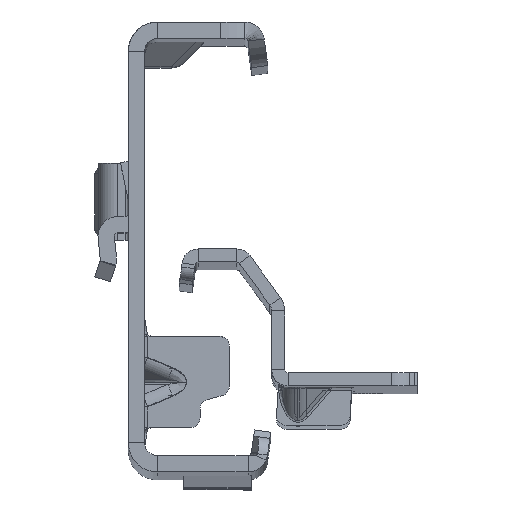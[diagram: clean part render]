
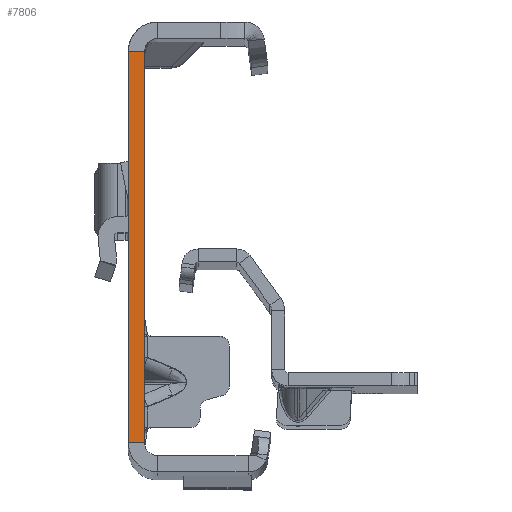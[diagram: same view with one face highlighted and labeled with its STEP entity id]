
A CAD part, top view. The second image highlights one B-rep face of the part: STEP entity #7806.
In plain terms, the highlighted planar face has unit normal (0, 0, 1).
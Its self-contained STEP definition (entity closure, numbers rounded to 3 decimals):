
#38 = EDGE_CURVE ( 'NONE', #941, #9357, #17077, .T. ) ;
#847 = LINE ( 'NONE', #17631, #13750 ) ;
#902 = VERTEX_POINT ( 'NONE', #17377 ) ;
#941 = VERTEX_POINT ( 'NONE', #6425 ) ;
#991 = VECTOR ( 'NONE', #2166, 1000. ) ;
#1321 = ORIENTED_EDGE ( 'NONE', *, *, #11613, .T. ) ;
#2044 = DIRECTION ( 'NONE',  ( 0., -1., 0. ) ) ;
#2166 = DIRECTION ( 'NONE',  ( -1., 0., 0. ) ) ;
#3474 = EDGE_LOOP ( 'NONE', ( #17820, #10552, #1321, #12608 ) ) ;
#3980 = FACE_OUTER_BOUND ( 'NONE', #3474, .T. ) ;
#4474 = VECTOR ( 'NONE', #2044, 1000. ) ;
#4586 = DIRECTION ( 'NONE',  ( -1., 0., 0. ) ) ;
#4668 = EDGE_CURVE ( 'NONE', #902, #14113, #9172, .T. ) ;
#5032 = CARTESIAN_POINT ( 'NONE',  ( -2.5, -30., 0. ) ) ;
#5444 = PLANE ( 'NONE',  #8329 ) ;
#5500 = VECTOR ( 'NONE', #4586, 1000. ) ;
#5857 = CARTESIAN_POINT ( 'NONE',  ( 0., 30., 0. ) ) ;
#6425 = CARTESIAN_POINT ( 'NONE',  ( 0., 30., 0. ) ) ;
#6563 = CARTESIAN_POINT ( 'NONE',  ( -2.5, -32., 0. ) ) ;
#6710 = CARTESIAN_POINT ( 'NONE',  ( -2.5, -32., 0. ) ) ;
#7117 = CARTESIAN_POINT ( 'NONE',  ( -2.5, 30., 0. ) ) ;
#7806 = ADVANCED_FACE ( 'NONE', ( #3980 ), #5444, .T. ) ;
#8329 = AXIS2_PLACEMENT_3D ( 'NONE', #6710, #16563, #12435 ) ;
#9172 = LINE ( 'NONE', #14650, #991 ) ;
#9357 = VERTEX_POINT ( 'NONE', #7117 ) ;
#10225 = EDGE_CURVE ( 'NONE', #941, #902, #847, .T. ) ;
#10552 = ORIENTED_EDGE ( 'NONE', *, *, #38, .T. ) ;
#11613 = EDGE_CURVE ( 'NONE', #9357, #14113, #14531, .T. ) ;
#11858 = DIRECTION ( 'NONE',  ( 0., -1., 0. ) ) ;
#12435 = DIRECTION ( 'NONE',  ( 1., 0., 0. ) ) ;
#12608 = ORIENTED_EDGE ( 'NONE', *, *, #4668, .F. ) ;
#13750 = VECTOR ( 'NONE', #11858, 1000. ) ;
#14113 = VERTEX_POINT ( 'NONE', #5032 ) ;
#14531 = LINE ( 'NONE', #6563, #4474 ) ;
#14650 = CARTESIAN_POINT ( 'NONE',  ( 0., -30., 0. ) ) ;
#16563 = DIRECTION ( 'NONE',  ( 0., 0., 1. ) ) ;
#17077 = LINE ( 'NONE', #5857, #5500 ) ;
#17377 = CARTESIAN_POINT ( 'NONE',  ( 0., -30., 0. ) ) ;
#17631 = CARTESIAN_POINT ( 'NONE',  ( 0., -32., 0. ) ) ;
#17820 = ORIENTED_EDGE ( 'NONE', *, *, #10225, .F. ) ;
